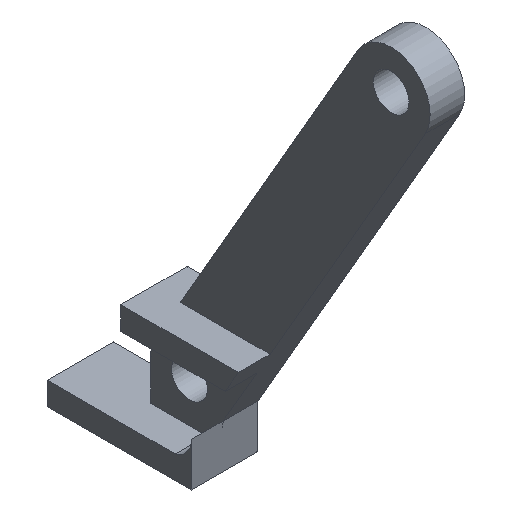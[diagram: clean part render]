
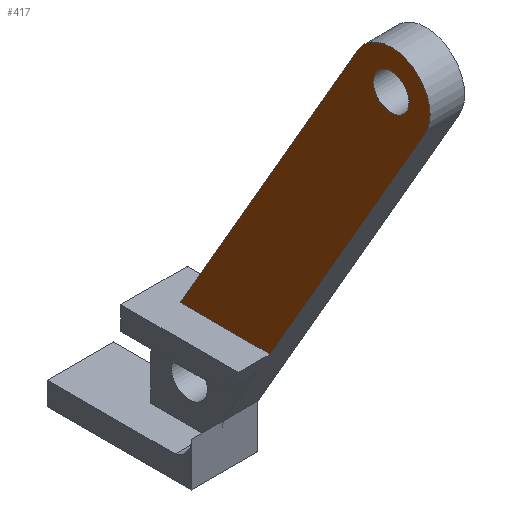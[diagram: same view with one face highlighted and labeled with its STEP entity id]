
A CAD part, isometric view. The second image highlights one B-rep face of the part: STEP entity #417.
In plain terms, the highlighted planar face has unit normal (-1, 0, 0).
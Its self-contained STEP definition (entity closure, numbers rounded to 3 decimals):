
#22=FACE_BOUND('',#84,.T.);
#38=PLANE('',#463);
#59=FACE_OUTER_BOUND('',#83,.T.);
#83=EDGE_LOOP('',(#387,#388,#389,#390));
#84=EDGE_LOOP('',(#391));
#113=LINE('',#656,#159);
#119=LINE('',#670,#165);
#124=LINE('',#678,#170);
#159=VECTOR('',#535,10.);
#165=VECTOR('',#549,10.);
#170=VECTOR('',#556,10.);
#183=CIRCLE('',#445,3.1);
#184=CIRCLE('',#453,6.75);
#206=VERTEX_POINT('',#628);
#213=VERTEX_POINT('',#654);
#214=VERTEX_POINT('',#655);
#216=VERTEX_POINT('',#663);
#218=VERTEX_POINT('',#669);
#247=EDGE_CURVE('',#206,#206,#183,.T.);
#259=EDGE_CURVE('',#213,#214,#113,.T.);
#264=EDGE_CURVE('',#216,#213,#184,.T.);
#267=EDGE_CURVE('',#218,#216,#119,.T.);
#272=EDGE_CURVE('',#218,#214,#124,.T.);
#387=ORIENTED_EDGE('',*,*,#272,.T.);
#388=ORIENTED_EDGE('',*,*,#259,.F.);
#389=ORIENTED_EDGE('',*,*,#264,.F.);
#390=ORIENTED_EDGE('',*,*,#267,.F.);
#391=ORIENTED_EDGE('',*,*,#247,.F.);
#417=ADVANCED_FACE('',(#59,#22),#38,.F.);
#445=AXIS2_PLACEMENT_3D('',#630,#510,#511);
#453=AXIS2_PLACEMENT_3D('',#664,#542,#543);
#463=AXIS2_PLACEMENT_3D('',#694,#575,#576);
#510=DIRECTION('center_axis',(-1.,0.,0.));
#511=DIRECTION('ref_axis',(0.,1.,0.));
#535=DIRECTION('',(0.,0.5,-0.866));
#542=DIRECTION('center_axis',(1.,0.,0.));
#543=DIRECTION('ref_axis',(0.,0.866,0.5));
#549=DIRECTION('',(0.,-0.5,0.866));
#556=DIRECTION('',(0.,-1.,0.));
#575=DIRECTION('center_axis',(1.,0.,0.));
#576=DIRECTION('ref_axis',(0.,1.,0.));
#628=CARTESIAN_POINT('',(0.,-41.228,63.846));
#630=CARTESIAN_POINT('Origin',(0.,-38.128,63.846));
#654=CARTESIAN_POINT('',(0.,-43.974,60.471));
#655=CARTESIAN_POINT('',(0.,-17.12,13.958));
#656=CARTESIAN_POINT('',(0.,-43.974,60.471));
#663=CARTESIAN_POINT('',(0.,-32.283,67.221));
#664=CARTESIAN_POINT('Origin',(0.,-38.128,63.846));
#669=CARTESIAN_POINT('',(0.,-1.531,13.958));
#670=CARTESIAN_POINT('',(0.,2.717,6.599));
#678=CARTESIAN_POINT('',(0.,-15.773,13.958));
#694=CARTESIAN_POINT('Origin',(0.,-14.426,31.418));
